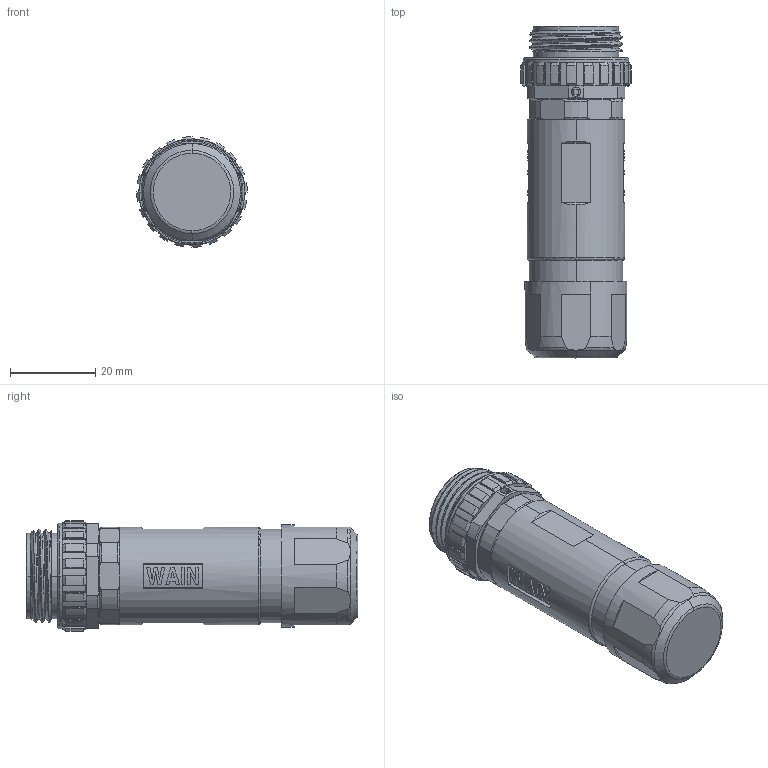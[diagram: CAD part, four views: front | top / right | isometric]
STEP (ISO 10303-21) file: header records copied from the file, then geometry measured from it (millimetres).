
FILE_DESCRIPTION((''),'2;1');
FILE_NAME('3D_1680054113003_7_8-M05-T-D10_','2020-12-08T',('tc.chen'),(''),'PRO/ENGINEER BY PARAMETRIC TECHNOLOGY CORPORATION, 2012480','PRO/ENGINEER BY PARAMETRIC TECHNOLOGY CORPORATION, 2012480','');
FILE_SCHEMA(('AUTOMOTIVE_DESIGN { 1 0 10303 214 1 1 1 1 }'));
Length unit declared in the file: millimetre
Products named in the file (1): 3D_1680054113003_7_8-M05-T-D10_
Bounding box: 26 x 78.05 x 26 mm (x, y, z)
Volume: 30963.1 mm3; surface area: 7919.4 mm2
Topology: 1 solids, 1 shells, 444 faces, 1286 edges, 877 vertices
Faces by surface type: cylinder 172, plane 167, bspline 48, torus 37, cone 20
Entity records: 19493 total; most frequent: CARTESIAN_POINT 7596, ORIENTED_EDGE 2572, DIRECTION 2147, EDGE_CURVE 1286, VERTEX_POINT 877, AXIS2_PLACEMENT_3D 838, EDGE_LOOP 479, VECTOR 471
